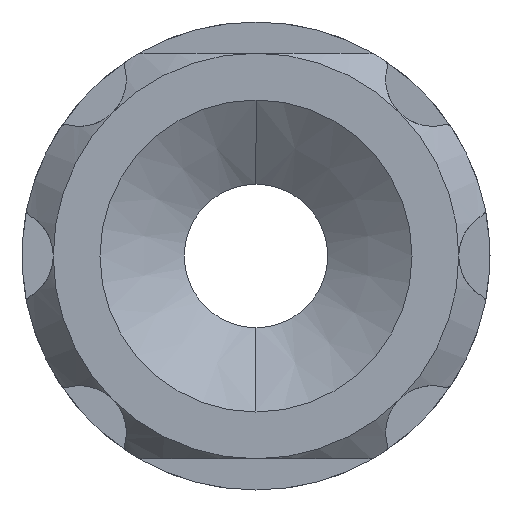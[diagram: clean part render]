
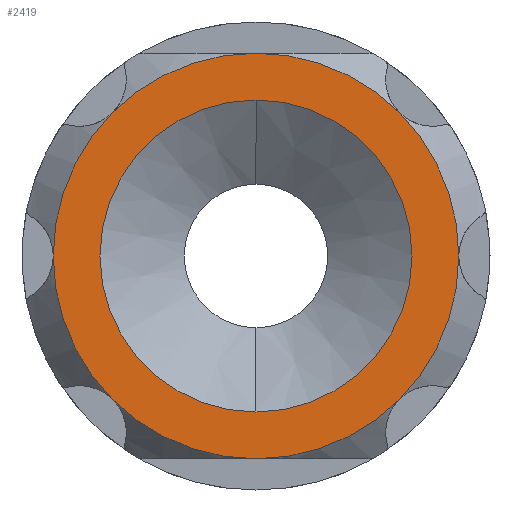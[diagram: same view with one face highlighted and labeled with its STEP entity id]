
A CAD part, front view. The second image highlights one B-rep face of the part: STEP entity #2419.
In plain terms, the highlighted planar face has unit normal (0, -1, 0).
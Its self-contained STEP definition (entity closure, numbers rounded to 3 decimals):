
#133 = DIRECTION ( 'NONE',  ( 0., 0., -1. ) ) ;
#232 = ORIENTED_EDGE ( 'NONE', *, *, #3139, .T. ) ;
#234 = CARTESIAN_POINT ( 'NONE',  ( 0., 0., 0. ) ) ;
#282 = AXIS2_PLACEMENT_3D ( 'NONE', #1381, #2775, #2827 ) ;
#343 = DIRECTION ( 'NONE',  ( 0., 0., -1. ) ) ;
#361 = EDGE_CURVE ( 'NONE', #4418, #474, #3380, .T. ) ;
#414 = CARTESIAN_POINT ( 'NONE',  ( 0., 0., 0. ) ) ;
#457 = EDGE_CURVE ( 'NONE', #564, #2567, #1038, .T. ) ;
#474 = VERTEX_POINT ( 'NONE', #1403 ) ;
#525 = VERTEX_POINT ( 'NONE', #1313 ) ;
#564 = VERTEX_POINT ( 'NONE', #1052 ) ;
#583 = EDGE_LOOP ( 'NONE', ( #3539, #1829 ) ) ;
#648 = EDGE_CURVE ( 'NONE', #2567, #3374, #1786, .T. ) ;
#747 = EDGE_CURVE ( 'NONE', #3061, #4555, #1104, .T. ) ;
#890 = CARTESIAN_POINT ( 'NONE',  ( 0., 0., 0. ) ) ;
#893 = ORIENTED_EDGE ( 'NONE', *, *, #1862, .T. ) ;
#918 = AXIS2_PLACEMENT_3D ( 'NONE', #414, #1096, #3959 ) ;
#1019 = FACE_OUTER_BOUND ( 'NONE', #3934, .T. ) ;
#1037 = DIRECTION ( 'NONE',  ( 0., 1., 0. ) ) ;
#1038 = CIRCLE ( 'NONE', #282, 6.5 ) ;
#1049 = AXIS2_PLACEMENT_3D ( 'NONE', #3573, #1037, #4253 ) ;
#1052 = CARTESIAN_POINT ( 'NONE',  ( 4.596, 0., -4.596 ) ) ;
#1064 = VERTEX_POINT ( 'NONE', #2549 ) ;
#1096 = DIRECTION ( 'NONE',  ( 0., -1., 0. ) ) ;
#1104 = CIRCLE ( 'NONE', #2307, 5. ) ;
#1215 = CARTESIAN_POINT ( 'NONE',  ( 0., 0., 5. ) ) ;
#1284 = DIRECTION ( 'NONE',  ( 0., -1., 0. ) ) ;
#1297 = CIRCLE ( 'NONE', #4401, 6.5 ) ;
#1313 = CARTESIAN_POINT ( 'NONE',  ( 0., 0., 6.5 ) ) ;
#1348 = DIRECTION ( 'NONE',  ( 0., 0., -1. ) ) ;
#1377 = ORIENTED_EDGE ( 'NONE', *, *, #3233, .T. ) ;
#1381 = CARTESIAN_POINT ( 'NONE',  ( 0., 0., 0. ) ) ;
#1403 = CARTESIAN_POINT ( 'NONE',  ( -6.5, 0., 0. ) ) ;
#1447 = DIRECTION ( 'NONE',  ( 0., 0., -1. ) ) ;
#1465 = DIRECTION ( 'NONE',  ( 0., 1., 0. ) ) ;
#1477 = EDGE_CURVE ( 'NONE', #474, #4170, #4257, .T. ) ;
#1636 = AXIS2_PLACEMENT_3D ( 'NONE', #1928, #1284, #133 ) ;
#1658 = CARTESIAN_POINT ( 'NONE',  ( 0., 0., 0. ) ) ;
#1686 = DIRECTION ( 'NONE',  ( 0., -1., 0. ) ) ;
#1786 = CIRCLE ( 'NONE', #2467, 6.5 ) ;
#1829 = ORIENTED_EDGE ( 'NONE', *, *, #747, .T. ) ;
#1862 = EDGE_CURVE ( 'NONE', #1064, #564, #2653, .T. ) ;
#1928 = CARTESIAN_POINT ( 'NONE',  ( 0., 0., 0. ) ) ;
#2103 = CIRCLE ( 'NONE', #1049, 5. ) ;
#2104 = ORIENTED_EDGE ( 'NONE', *, *, #648, .T. ) ;
#2227 = CARTESIAN_POINT ( 'NONE',  ( 6.5, 0., 0. ) ) ;
#2236 = CARTESIAN_POINT ( 'NONE',  ( -4.596, 0., 4.596 ) ) ;
#2307 = AXIS2_PLACEMENT_3D ( 'NONE', #4079, #3417, #4477 ) ;
#2406 = ORIENTED_EDGE ( 'NONE', *, *, #1477, .T. ) ;
#2419 = ADVANCED_FACE ( 'NONE', ( #1019, #2885 ), #3975, .F. ) ;
#2467 = AXIS2_PLACEMENT_3D ( 'NONE', #3309, #4343, #343 ) ;
#2538 = DIRECTION ( 'NONE',  ( 0., 0., 1. ) ) ;
#2549 = CARTESIAN_POINT ( 'NONE',  ( 0., 0., -6.5 ) ) ;
#2567 = VERTEX_POINT ( 'NONE', #2227 ) ;
#2653 = CIRCLE ( 'NONE', #4012, 6.5 ) ;
#2730 = DIRECTION ( 'NONE',  ( 0., 0., -1. ) ) ;
#2775 = DIRECTION ( 'NONE',  ( 0., -1., 0. ) ) ;
#2827 = DIRECTION ( 'NONE',  ( 0., 0., -1. ) ) ;
#2885 = FACE_BOUND ( 'NONE', #583, .T. ) ;
#2896 = CARTESIAN_POINT ( 'NONE',  ( 0., 0., 0. ) ) ;
#3061 = VERTEX_POINT ( 'NONE', #1215 ) ;
#3067 = ORIENTED_EDGE ( 'NONE', *, *, #457, .T. ) ;
#3139 = EDGE_CURVE ( 'NONE', #3374, #525, #1297, .T. ) ;
#3170 = DIRECTION ( 'NONE',  ( 0., -1., 0. ) ) ;
#3233 = EDGE_CURVE ( 'NONE', #525, #4418, #3569, .T. ) ;
#3309 = CARTESIAN_POINT ( 'NONE',  ( 0., 0., 0. ) ) ;
#3374 = VERTEX_POINT ( 'NONE', #4071 ) ;
#3380 = CIRCLE ( 'NONE', #1636, 6.5 ) ;
#3391 = CIRCLE ( 'NONE', #4070, 6.5 ) ;
#3417 = DIRECTION ( 'NONE',  ( 0., 1., 0. ) ) ;
#3424 = DIRECTION ( 'NONE',  ( 0., -1., 0. ) ) ;
#3498 = AXIS2_PLACEMENT_3D ( 'NONE', #4331, #1465, #2538 ) ;
#3539 = ORIENTED_EDGE ( 'NONE', *, *, #3834, .T. ) ;
#3569 = CIRCLE ( 'NONE', #918, 6.5 ) ;
#3573 = CARTESIAN_POINT ( 'NONE',  ( 0., 0., 0. ) ) ;
#3737 = ORIENTED_EDGE ( 'NONE', *, *, #3863, .T. ) ;
#3834 = EDGE_CURVE ( 'NONE', #4555, #3061, #2103, .T. ) ;
#3863 = EDGE_CURVE ( 'NONE', #4170, #1064, #3391, .T. ) ;
#3934 = EDGE_LOOP ( 'NONE', ( #232, #1377, #4295, #2406, #3737, #893, #3067, #2104 ) ) ;
#3957 = AXIS2_PLACEMENT_3D ( 'NONE', #890, #3424, #2730 ) ;
#3959 = DIRECTION ( 'NONE',  ( 0., 0., -1. ) ) ;
#3975 = PLANE ( 'NONE',  #3498 ) ;
#4012 = AXIS2_PLACEMENT_3D ( 'NONE', #1658, #1686, #1348 ) ;
#4032 = DIRECTION ( 'NONE',  ( 0., -1., 0. ) ) ;
#4070 = AXIS2_PLACEMENT_3D ( 'NONE', #234, #3170, #4609 ) ;
#4071 = CARTESIAN_POINT ( 'NONE',  ( 4.596, 0., 4.596 ) ) ;
#4079 = CARTESIAN_POINT ( 'NONE',  ( 0., 0., 0. ) ) ;
#4151 = CARTESIAN_POINT ( 'NONE',  ( -4.596, 0., -4.596 ) ) ;
#4170 = VERTEX_POINT ( 'NONE', #4151 ) ;
#4212 = CARTESIAN_POINT ( 'NONE',  ( 0., 0., -5. ) ) ;
#4253 = DIRECTION ( 'NONE',  ( 0., 0., 1. ) ) ;
#4257 = CIRCLE ( 'NONE', #3957, 6.5 ) ;
#4295 = ORIENTED_EDGE ( 'NONE', *, *, #361, .T. ) ;
#4331 = CARTESIAN_POINT ( 'NONE',  ( 0., 0., 0. ) ) ;
#4343 = DIRECTION ( 'NONE',  ( 0., -1., 0. ) ) ;
#4401 = AXIS2_PLACEMENT_3D ( 'NONE', #2896, #4032, #1447 ) ;
#4418 = VERTEX_POINT ( 'NONE', #2236 ) ;
#4477 = DIRECTION ( 'NONE',  ( 0., 0., 1. ) ) ;
#4555 = VERTEX_POINT ( 'NONE', #4212 ) ;
#4609 = DIRECTION ( 'NONE',  ( 0., 0., -1. ) ) ;
